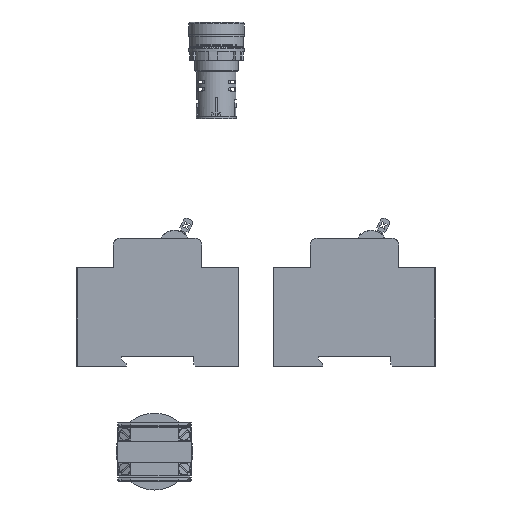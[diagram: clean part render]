
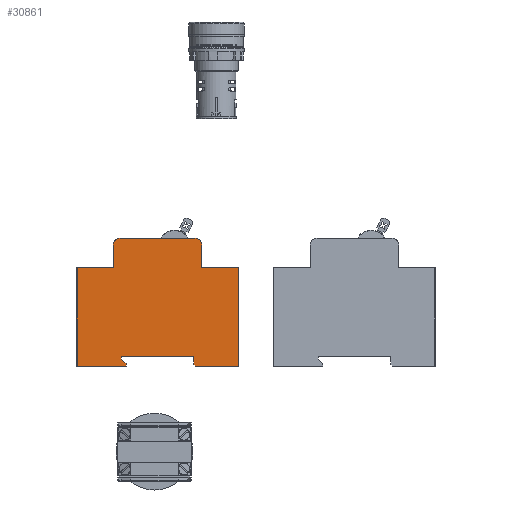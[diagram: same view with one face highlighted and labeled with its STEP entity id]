
A CAD part, front view. The second image highlights one B-rep face of the part: STEP entity #30861.
In plain terms, the highlighted planar face has unit normal (0, -1, 0).
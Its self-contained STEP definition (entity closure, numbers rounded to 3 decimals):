
#1721=CIRCLE('',#33394,3.4);
#1722=CIRCLE('',#33395,3.4);
#3296=FACE_OUTER_BOUND('',#5020,.T.);
#5020=EDGE_LOOP('',(#24565,#24566,#24567,#24568,#24569,#24570,#24571,#24572,
#24573,#24574,#24575,#24576,#24577,#24578,#24579,#24580,#24581));
#7455=LINE('',#51930,#10240);
#7466=LINE('',#51952,#10251);
#7469=LINE('',#51958,#10254);
#7472=LINE('',#51964,#10257);
#7475=LINE('',#51970,#10260);
#7478=LINE('',#51976,#10263);
#7481=LINE('',#51982,#10266);
#7484=LINE('',#51988,#10269);
#7556=LINE('',#52143,#10341);
#7557=LINE('',#52144,#10342);
#7558=LINE('',#52146,#10343);
#7559=LINE('',#52148,#10344);
#7560=LINE('',#52150,#10345);
#7561=LINE('',#52154,#10346);
#7562=LINE('',#52157,#10347);
#10240=VECTOR('',#39874,21.4);
#10251=VECTOR('',#39887,1.414);
#10254=VECTOR('',#39892,4.);
#10257=VECTOR('',#39897,37.);
#10260=VECTOR('',#39902,1.5);
#10263=VECTOR('',#39907,3.202);
#10266=VECTOR('',#39912,1.5);
#10269=VECTOR('',#39917,24.9);
#10341=VECTOR('',#40031,18.5);
#10342=VECTOR('',#40032,49.9);
#10343=VECTOR('',#40033,49.9);
#10344=VECTOR('',#40034,18.5);
#10345=VECTOR('',#40035,11.6);
#10346=VECTOR('',#40038,38.);
#10347=VECTOR('',#40041,11.6);
#13267=VERTEX_POINT('',#51927);
#13268=VERTEX_POINT('',#51929);
#13278=VERTEX_POINT('',#51951);
#13280=VERTEX_POINT('',#51957);
#13282=VERTEX_POINT('',#51963);
#13284=VERTEX_POINT('',#51969);
#13286=VERTEX_POINT('',#51975);
#13288=VERTEX_POINT('',#51981);
#13290=VERTEX_POINT('',#51987);
#13351=VERTEX_POINT('',#52141);
#13352=VERTEX_POINT('',#52142);
#13353=VERTEX_POINT('',#52145);
#13354=VERTEX_POINT('',#52147);
#13355=VERTEX_POINT('',#52149);
#13356=VERTEX_POINT('',#52151);
#13357=VERTEX_POINT('',#52153);
#13358=VERTEX_POINT('',#52155);
#17136=EDGE_CURVE('',#13268,#13267,#7455,.T.);
#17147=EDGE_CURVE('',#13278,#13268,#7466,.T.);
#17150=EDGE_CURVE('',#13280,#13278,#7469,.T.);
#17153=EDGE_CURVE('',#13282,#13280,#7472,.T.);
#17156=EDGE_CURVE('',#13284,#13282,#7475,.T.);
#17159=EDGE_CURVE('',#13286,#13284,#7478,.T.);
#17162=EDGE_CURVE('',#13288,#13286,#7481,.T.);
#17165=EDGE_CURVE('',#13290,#13288,#7484,.T.);
#17248=EDGE_CURVE('',#13351,#13352,#7556,.T.);
#17249=EDGE_CURVE('',#13352,#13290,#7557,.T.);
#17250=EDGE_CURVE('',#13267,#13353,#7558,.T.);
#17251=EDGE_CURVE('',#13353,#13354,#7559,.T.);
#17252=EDGE_CURVE('',#13354,#13355,#7560,.T.);
#17253=EDGE_CURVE('',#13355,#13356,#1721,.T.);
#17254=EDGE_CURVE('',#13356,#13357,#7561,.T.);
#17255=EDGE_CURVE('',#13357,#13358,#1722,.T.);
#17256=EDGE_CURVE('',#13358,#13351,#7562,.T.);
#24565=ORIENTED_EDGE('',*,*,#17248,.T.);
#24566=ORIENTED_EDGE('',*,*,#17249,.T.);
#24567=ORIENTED_EDGE('',*,*,#17165,.T.);
#24568=ORIENTED_EDGE('',*,*,#17162,.T.);
#24569=ORIENTED_EDGE('',*,*,#17159,.T.);
#24570=ORIENTED_EDGE('',*,*,#17156,.T.);
#24571=ORIENTED_EDGE('',*,*,#17153,.T.);
#24572=ORIENTED_EDGE('',*,*,#17150,.T.);
#24573=ORIENTED_EDGE('',*,*,#17147,.T.);
#24574=ORIENTED_EDGE('',*,*,#17136,.T.);
#24575=ORIENTED_EDGE('',*,*,#17250,.T.);
#24576=ORIENTED_EDGE('',*,*,#17251,.T.);
#24577=ORIENTED_EDGE('',*,*,#17252,.T.);
#24578=ORIENTED_EDGE('',*,*,#17253,.T.);
#24579=ORIENTED_EDGE('',*,*,#17254,.T.);
#24580=ORIENTED_EDGE('',*,*,#17255,.T.);
#24581=ORIENTED_EDGE('',*,*,#17256,.T.);
#28228=PLANE('',#33393);
#30861=ADVANCED_FACE('',(#3296),#28228,.T.);
#33393=AXIS2_PLACEMENT_3D('',#52140,#40029,#40030);
#33394=AXIS2_PLACEMENT_3D('',#52152,#40036,#40037);
#33395=AXIS2_PLACEMENT_3D('',#52156,#40039,#40040);
#39874=DIRECTION('',(1.,0.,0.));
#39887=DIRECTION('',(0.707,0.,-0.707));
#39892=DIRECTION('',(0.,0.,-1.));
#39897=DIRECTION('',(1.,0.,0.));
#39902=DIRECTION('',(0.,0.,1.));
#39907=DIRECTION('',(-0.781,0.,0.625));
#39912=DIRECTION('',(0.,0.,1.));
#39917=DIRECTION('',(1.,0.,0.));
#40029=DIRECTION('center_axis',(0.,-1.,0.));
#40030=DIRECTION('ref_axis',(1.,0.,0.));
#40031=DIRECTION('',(-1.,0.,0.));
#40032=DIRECTION('',(0.,0.,-1.));
#40033=DIRECTION('',(0.,0.,1.));
#40034=DIRECTION('',(-1.,0.,0.));
#40035=DIRECTION('',(0.,0.,1.));
#40036=DIRECTION('center_axis',(0.,-1.,0.));
#40037=DIRECTION('ref_axis',(1.,0.,0.));
#40038=DIRECTION('',(-1.,0.,0.));
#40039=DIRECTION('center_axis',(0.,-1.,0.));
#40040=DIRECTION('ref_axis',(1.,0.,0.));
#40041=DIRECTION('',(0.,0.,-1.));
#51927=CARTESIAN_POINT('',(42.46,43.766,-57.8));
#51929=CARTESIAN_POINT('',(21.06,43.766,-57.8));
#51930=CARTESIAN_POINT('',(21.06,43.766,-57.8));
#51951=CARTESIAN_POINT('',(20.06,43.766,-56.8));
#51952=CARTESIAN_POINT('',(20.06,43.766,-56.8));
#51957=CARTESIAN_POINT('',(20.06,43.766,-52.8));
#51958=CARTESIAN_POINT('',(20.06,43.766,-52.8));
#51963=CARTESIAN_POINT('',(-16.94,43.766,-52.8));
#51964=CARTESIAN_POINT('',(-16.94,43.766,-52.8));
#51969=CARTESIAN_POINT('',(-16.94,43.766,-54.3));
#51970=CARTESIAN_POINT('',(-16.94,43.766,-54.3));
#51975=CARTESIAN_POINT('',(-14.44,43.766,-56.3));
#51976=CARTESIAN_POINT('',(-14.44,43.766,-56.3));
#51981=CARTESIAN_POINT('',(-14.44,43.766,-57.8));
#51982=CARTESIAN_POINT('',(-14.44,43.766,-57.8));
#51987=CARTESIAN_POINT('',(-39.34,43.766,-57.8));
#51988=CARTESIAN_POINT('',(-39.34,43.766,-57.8));
#52140=CARTESIAN_POINT('Origin',(20.56,43.766,3.7));
#52141=CARTESIAN_POINT('',(-20.84,43.766,-7.9));
#52142=CARTESIAN_POINT('',(-39.34,43.766,-7.9));
#52143=CARTESIAN_POINT('',(-20.84,43.766,-7.9));
#52144=CARTESIAN_POINT('',(-39.34,43.766,-7.9));
#52145=CARTESIAN_POINT('',(42.46,43.766,-7.9));
#52146=CARTESIAN_POINT('',(42.46,43.766,-57.8));
#52147=CARTESIAN_POINT('',(23.96,43.766,-7.9));
#52148=CARTESIAN_POINT('',(42.46,43.766,-7.9));
#52149=CARTESIAN_POINT('',(23.96,43.766,3.7));
#52150=CARTESIAN_POINT('',(23.96,43.766,-7.9));
#52151=CARTESIAN_POINT('',(20.56,43.766,7.1));
#52152=CARTESIAN_POINT('Origin',(20.56,43.766,3.7));
#52153=CARTESIAN_POINT('',(-17.44,43.766,7.1));
#52154=CARTESIAN_POINT('',(20.56,43.766,7.1));
#52155=CARTESIAN_POINT('',(-20.84,43.766,3.7));
#52156=CARTESIAN_POINT('Origin',(-17.44,43.766,3.7));
#52157=CARTESIAN_POINT('',(-20.84,43.766,3.7));
